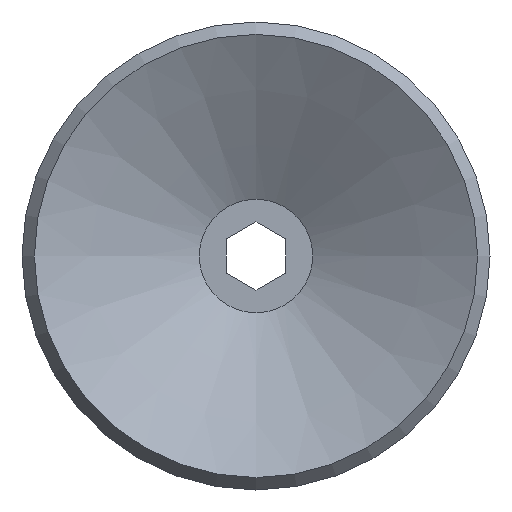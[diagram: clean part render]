
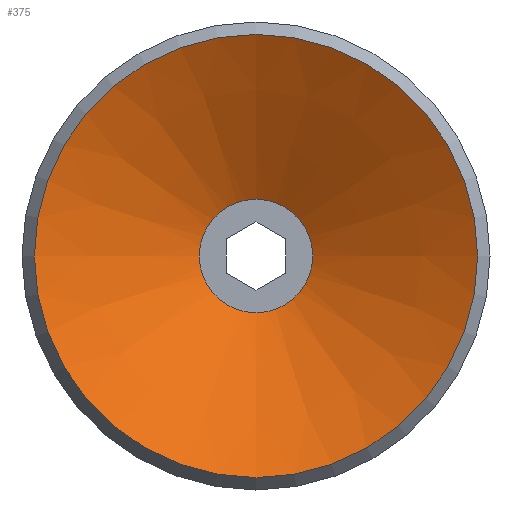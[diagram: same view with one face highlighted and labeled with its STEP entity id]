
A CAD part, front view. The second image highlights one B-rep face of the part: STEP entity #375.
In plain terms, the highlighted conical face has half-angle 60 degrees and reference radius 7.5 mm.
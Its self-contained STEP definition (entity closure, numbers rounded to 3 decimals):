
#28=CONICAL_SURFACE('',#406,7.5,1.047);
#88=ORIENTED_EDGE('',*,*,#136,.F.);
#89=ORIENTED_EDGE('',*,*,#135,.T.);
#135=EDGE_CURVE('',#163,#163,#179,.T.);
#136=EDGE_CURVE('',#164,#164,#180,.T.);
#163=VERTEX_POINT('',#528);
#164=VERTEX_POINT('',#531);
#179=CIRCLE('',#405,7.5);
#180=CIRCLE('',#407,1.92);
#199=EDGE_LOOP('',(#88));
#200=EDGE_LOOP('',(#89));
#227=FACE_BOUND('',#199,.T.);
#228=FACE_BOUND('',#200,.T.);
#375=ADVANCED_FACE('',(#227,#228),#28,.F.);
#405=AXIS2_PLACEMENT_3D('',#527,#457,#458);
#406=AXIS2_PLACEMENT_3D('',#529,#459,#460);
#407=AXIS2_PLACEMENT_3D('',#530,#461,#462);
#457=DIRECTION('',(0.,-1.,0.));
#458=DIRECTION('',(1.,0.,0.));
#459=DIRECTION('',(0.,-1.,0.));
#460=DIRECTION('',(1.,0.,0.));
#461=DIRECTION('',(0.,-1.,0.));
#462=DIRECTION('',(1.,0.,0.));
#527=CARTESIAN_POINT('',(0.,0.,0.));
#528=CARTESIAN_POINT('',(7.5,0.,0.));
#529=CARTESIAN_POINT('',(0.,0.,0.));
#530=CARTESIAN_POINT('',(0.,3.222,0.));
#531=CARTESIAN_POINT('',(1.92,3.222,0.));
